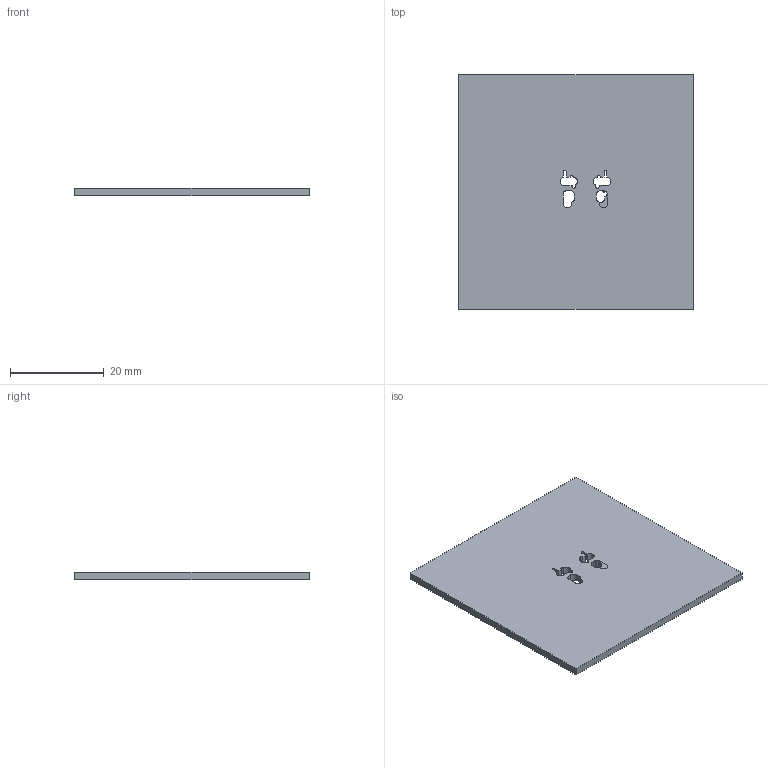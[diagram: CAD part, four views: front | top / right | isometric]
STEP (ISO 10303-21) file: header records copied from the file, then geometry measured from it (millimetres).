
FILE_DESCRIPTION(('KiCad electronic assembly'),'2;1');
FILE_NAME('MODULE-CONN-USB-MEGA-01.step','2022-10-14T10:07:52',('Pcbnew' ),('Kicad'),'Open CASCADE STEP processor 7.6', 'KiCad to STEP converter','Unknown');
FILE_SCHEMA(('AUTOMOTIVE_DESIGN { 1 0 10303 214 1 1 1 1 }'));
Length unit declared in the file: millimetre
Products named in the file (2): MODULE-CONN-USB-MEGA-01 1; MODULE-CONN-USB-MEGA-01 PCB
Assembly tree (1 placements, depth 2):
  MODULE-CONN-USB-MEGA-01 1
    MODULE-CONN-USB-MEGA-01 PCB
Bounding box: 50 x 50 x 1.6 mm (x, y, z)
Volume: 3957.7 mm3; surface area: 5362.4 mm2
Topology: 3 solids, 3 shells, 66 faces, 180 edges, 120 vertices
Faces by surface type: cylinder 36, plane 30
Entity records: 4501 total; most frequent: CARTESIAN_POINT 770, DIRECTION 706, ORIENTED_EDGE 360, PCURVE 360, DEFINITIONAL_REPRESENTATION 360, LINE 354, VECTOR 354, EDGE_CURVE 180
